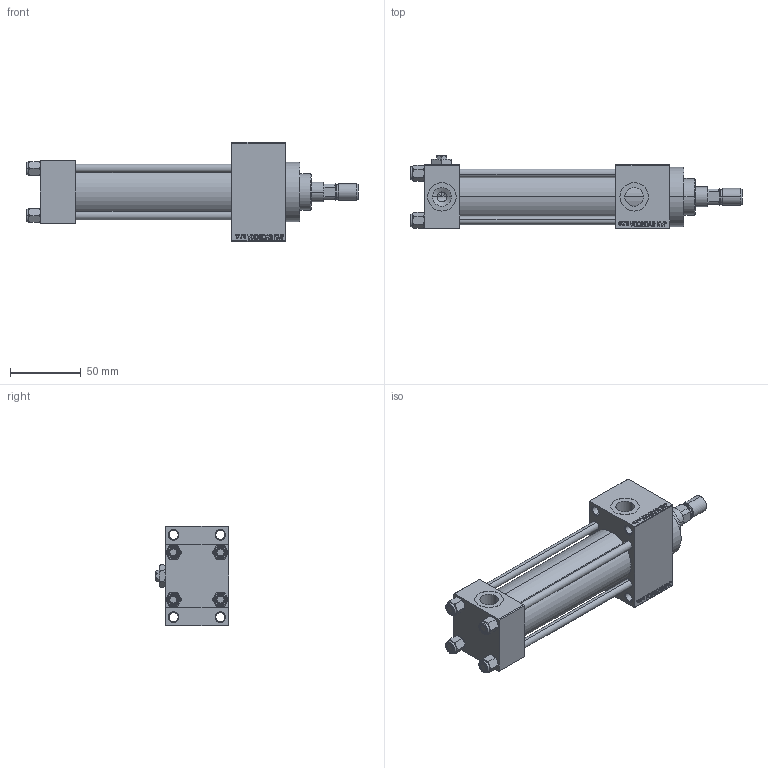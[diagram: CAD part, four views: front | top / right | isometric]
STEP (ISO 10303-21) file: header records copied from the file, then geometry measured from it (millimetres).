
FILE_DESCRIPTION (( 'STEP AP203' ), '1' );
FILE_NAME ('4d30.STEP', '2022-04-15T10:47:46', ( '' ), ( '' ), 'SwSTEP 2.0', 'SolidWorks 2019', '' );
FILE_SCHEMA (( 'CONFIG_CONTROL_DESIGN' ));
Length unit declared in the file: millimetre
Products named in the file (8): V215CR_D_Body 15e78bf4ecf232f76e804b3937a81416; 4d30; ROD_END_AH 15e78bf4ecf232f76e804b3937a81416; V215CR_D_TYCINKA 15e78bf4ecf232f76e804b3937a81416; NUT_M5_D 15e78bf4ecf232f76e804b3937a81416; V215CR_VCP_D 15e78bf4ecf232f76e804b3937a81416; V215_VC_A 15e78bf4ecf232f76e804b3937a81416; Zatka_pro_OIL_PORT 15e78bf4ecf232f76e804b3937a81416
Assembly tree (13 placements, depth 2):
  4d30
    V215CR_D_Body 15e78bf4ecf232f76e804b3937a81416
    V215CR_VCP_D 15e78bf4ecf232f76e804b3937a81416
    NUT_M5_D 15e78bf4ecf232f76e804b3937a81416  x4
    V215CR_D_TYCINKA 15e78bf4ecf232f76e804b3937a81416  x4
    V215_VC_A 15e78bf4ecf232f76e804b3937a81416
    ROD_END_AH 15e78bf4ecf232f76e804b3937a81416
    Zatka_pro_OIL_PORT 15e78bf4ecf232f76e804b3937a81416
Bounding box: 234 x 52 x 70 mm (x, y, z)
Volume: 266523.8 mm3; surface area: 97724.8 mm2
Topology: 13 solids, 13 shells, 1176 faces, 2907 edges, 1874 vertices
Faces by surface type: plane 525, bspline 368, cone 170, cylinder 103, torus 10
Entity records: 49527 total; most frequent: CARTESIAN_POINT 25638, ORIENTED_EDGE 5306, DIRECTION 3513, EDGE_CURVE 2653, VERTEX_POINT 1730, LINE 1559, VECTOR 1559, EDGE_LOOP 1195
